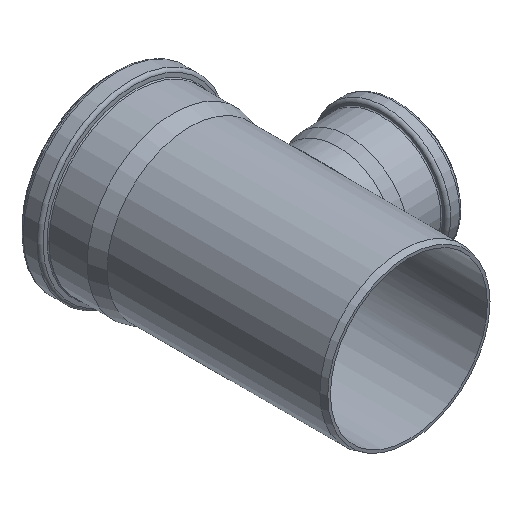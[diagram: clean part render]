
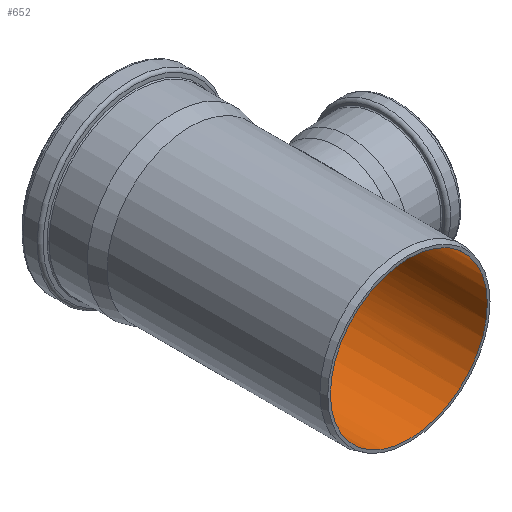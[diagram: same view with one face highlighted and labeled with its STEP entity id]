
A CAD part, isometric view. The second image highlights one B-rep face of the part: STEP entity #652.
In plain terms, the highlighted cylindrical face has radius 76 mm (diameter 152 mm), a full revolution.
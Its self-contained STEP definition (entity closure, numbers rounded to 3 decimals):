
#83=FACE_BOUND('',#304,.T.);
#84=FACE_BOUND('',#305,.T.);
#139=CIRCLE('',#738,76.);
#140=CIRCLE('',#741,76.);
#175=CYLINDRICAL_SURFACE('',#740,76.);
#215=FACE_OUTER_BOUND('',#303,.T.);
#303=EDGE_LOOP('',(#565));
#304=EDGE_LOOP('',(#566));
#305=EDGE_LOOP('',(#567));
#364=B_SPLINE_CURVE_WITH_KNOTS('',3,(#1406,#1407,#1408,#1409,#1410,#1411,
#1412,#1413,#1414,#1415,#1416,#1417,#1418,#1419,#1420,#1421,#1422,#1423,
#1424,#1425,#1426,#1427,#1428,#1429,#1430,#1431,#1432,#1433,#1434,#1435,
#1436,#1437,#1438,#1439,#1440,#1441,#1442,#1443,#1444,#1445,#1446,#1447,
#1448,#1449,#1450,#1451,#1452,#1453,#1454,#1455,#1456,#1457,#1458,#1459,
#1460,#1461,#1462,#1463,#1464,#1465,#1466,#1467,#1468,#1469,#1470,#1471),
 .UNSPECIFIED.,.T.,.F.,(4,2,2,2,2,2,2,2,2,2,2,2,2,2,2,2,2,2,2,2,2,2,2,2,
2,2,2,2,2,2,2,2,4),(0.,1.049,2.098,3.147,
4.196,5.218,6.239,7.261,8.282,
9.303,10.325,11.346,12.368,13.417,
14.466,15.515,16.564,17.585,18.607,
19.628,20.649,21.67,22.69,23.71,
24.73,25.75,26.771,27.791,28.811,
29.832,30.854,31.875,32.896),
 .UNSPECIFIED.);
#375=VERTEX_POINT('',#1405);
#400=VERTEX_POINT('',#1545);
#401=VERTEX_POINT('',#1549);
#439=EDGE_CURVE('',#375,#375,#364,.T.);
#464=EDGE_CURVE('',#400,#400,#139,.T.);
#465=EDGE_CURVE('',#401,#401,#140,.T.);
#565=ORIENTED_EDGE('',*,*,#465,.T.);
#566=ORIENTED_EDGE('',*,*,#439,.T.);
#567=ORIENTED_EDGE('',*,*,#464,.F.);
#652=ADVANCED_FACE('',(#215,#83,#84),#175,.F.);
#738=AXIS2_PLACEMENT_3D('',#1546,#909,#910);
#740=AXIS2_PLACEMENT_3D('',#1548,#913,#914);
#741=AXIS2_PLACEMENT_3D('',#1550,#915,#916);
#909=DIRECTION('center_axis',(0.,1.,0.));
#910=DIRECTION('ref_axis',(1.,0.,0.));
#913=DIRECTION('center_axis',(0.,1.,0.));
#914=DIRECTION('ref_axis',(-1.,0.,0.));
#915=DIRECTION('center_axis',(0.,1.,0.));
#916=DIRECTION('ref_axis',(1.,0.,0.));
#1405=CARTESIAN_POINT('',(55.237,150.412,-52.2));
#1406=CARTESIAN_POINT('Ctrl Pts',(55.237,150.412,-52.2));
#1407=CARTESIAN_POINT('Ctrl Pts',(55.237,153.908,-52.2));
#1408=CARTESIAN_POINT('Ctrl Pts',(55.579,157.45,-51.845));
#1409=CARTESIAN_POINT('Ctrl Pts',(56.858,164.389,-50.439));
#1410=CARTESIAN_POINT('Ctrl Pts',(57.791,167.789,-49.389));
#1411=CARTESIAN_POINT('Ctrl Pts',(60.001,174.261,-46.679));
#1412=CARTESIAN_POINT('Ctrl Pts',(61.276,177.34,-45.018));
#1413=CARTESIAN_POINT('Ctrl Pts',(63.897,183.034,-41.213));
#1414=CARTESIAN_POINT('Ctrl Pts',(65.242,185.65,-39.069));
#1415=CARTESIAN_POINT('Ctrl Pts',(67.735,190.241,-34.56));
#1416=CARTESIAN_POINT('Ctrl Pts',(68.984,192.4,-32.036));
#1417=CARTESIAN_POINT('Ctrl Pts',(71.297,196.259,-26.49));
#1418=CARTESIAN_POINT('Ctrl Pts',(72.362,197.96,-23.467));
#1419=CARTESIAN_POINT('Ctrl Pts',(74.128,200.728,-17.089));
#1420=CARTESIAN_POINT('Ctrl Pts',(74.83,201.799,-13.727));
#1421=CARTESIAN_POINT('Ctrl Pts',(75.766,203.219,-6.885));
#1422=CARTESIAN_POINT('Ctrl Pts',(76.,203.568,-3.405));
#1423=CARTESIAN_POINT('Ctrl Pts',(76.,203.568,3.405));
#1424=CARTESIAN_POINT('Ctrl Pts',(75.766,203.219,6.885));
#1425=CARTESIAN_POINT('Ctrl Pts',(74.83,201.799,13.727));
#1426=CARTESIAN_POINT('Ctrl Pts',(74.128,200.728,17.089));
#1427=CARTESIAN_POINT('Ctrl Pts',(72.362,197.96,23.467));
#1428=CARTESIAN_POINT('Ctrl Pts',(71.297,196.259,26.49));
#1429=CARTESIAN_POINT('Ctrl Pts',(68.984,192.4,32.036));
#1430=CARTESIAN_POINT('Ctrl Pts',(67.735,190.241,34.56));
#1431=CARTESIAN_POINT('Ctrl Pts',(65.242,185.65,39.069));
#1432=CARTESIAN_POINT('Ctrl Pts',(63.897,183.034,41.213));
#1433=CARTESIAN_POINT('Ctrl Pts',(61.276,177.34,45.018));
#1434=CARTESIAN_POINT('Ctrl Pts',(60.001,174.261,46.679));
#1435=CARTESIAN_POINT('Ctrl Pts',(57.791,167.789,49.389));
#1436=CARTESIAN_POINT('Ctrl Pts',(56.858,164.389,50.439));
#1437=CARTESIAN_POINT('Ctrl Pts',(55.579,157.45,51.845));
#1438=CARTESIAN_POINT('Ctrl Pts',(55.237,153.908,52.2));
#1439=CARTESIAN_POINT('Ctrl Pts',(55.237,147.007,52.2));
#1440=CARTESIAN_POINT('Ctrl Pts',(55.562,143.555,51.863));
#1441=CARTESIAN_POINT('Ctrl Pts',(56.805,136.799,50.498));
#1442=CARTESIAN_POINT('Ctrl Pts',(57.72,133.495,49.471));
#1443=CARTESIAN_POINT('Ctrl Pts',(59.901,127.229,46.806));
#1444=CARTESIAN_POINT('Ctrl Pts',(61.166,124.26,45.166));
#1445=CARTESIAN_POINT('Ctrl Pts',(63.773,118.787,41.404));
#1446=CARTESIAN_POINT('Ctrl Pts',(65.112,116.285,39.282));
#1447=CARTESIAN_POINT('Ctrl Pts',(67.628,111.852,34.773));
#1448=CARTESIAN_POINT('Ctrl Pts',(68.901,109.757,32.217));
#1449=CARTESIAN_POINT('Ctrl Pts',(71.254,106.032,26.61));
#1450=CARTESIAN_POINT('Ctrl Pts',(72.333,104.402,23.558));
#1451=CARTESIAN_POINT('Ctrl Pts',(74.119,101.757,17.132));
#1452=CARTESIAN_POINT('Ctrl Pts',(74.826,100.741,13.75));
#1453=CARTESIAN_POINT('Ctrl Pts',(75.767,99.396,6.885));
#1454=CARTESIAN_POINT('Ctrl Pts',(76.,99.069,3.401));
#1455=CARTESIAN_POINT('Ctrl Pts',(76.,99.069,-3.401));
#1456=CARTESIAN_POINT('Ctrl Pts',(75.767,99.396,-6.885));
#1457=CARTESIAN_POINT('Ctrl Pts',(74.826,100.741,-13.75));
#1458=CARTESIAN_POINT('Ctrl Pts',(74.119,101.757,-17.132));
#1459=CARTESIAN_POINT('Ctrl Pts',(72.333,104.402,-23.558));
#1460=CARTESIAN_POINT('Ctrl Pts',(71.254,106.032,-26.61));
#1461=CARTESIAN_POINT('Ctrl Pts',(68.901,109.757,-32.217));
#1462=CARTESIAN_POINT('Ctrl Pts',(67.628,111.852,-34.773));
#1463=CARTESIAN_POINT('Ctrl Pts',(65.112,116.285,-39.282));
#1464=CARTESIAN_POINT('Ctrl Pts',(63.773,118.787,-41.404));
#1465=CARTESIAN_POINT('Ctrl Pts',(61.166,124.26,-45.166));
#1466=CARTESIAN_POINT('Ctrl Pts',(59.901,127.229,-46.806));
#1467=CARTESIAN_POINT('Ctrl Pts',(57.72,133.495,-49.471));
#1468=CARTESIAN_POINT('Ctrl Pts',(56.805,136.799,-50.498));
#1469=CARTESIAN_POINT('Ctrl Pts',(55.562,143.555,-51.863));
#1470=CARTESIAN_POINT('Ctrl Pts',(55.237,147.007,-52.2));
#1471=CARTESIAN_POINT('Ctrl Pts',(55.237,150.412,-52.2));
#1545=CARTESIAN_POINT('',(-76.,0.,0.));
#1546=CARTESIAN_POINT('Origin',(0.,0.,
0.));
#1548=CARTESIAN_POINT('Origin',(0.,105.416,
0.));
#1549=CARTESIAN_POINT('',(-76.,210.833,0.));
#1550=CARTESIAN_POINT('Origin',(0.,210.833,
0.));
